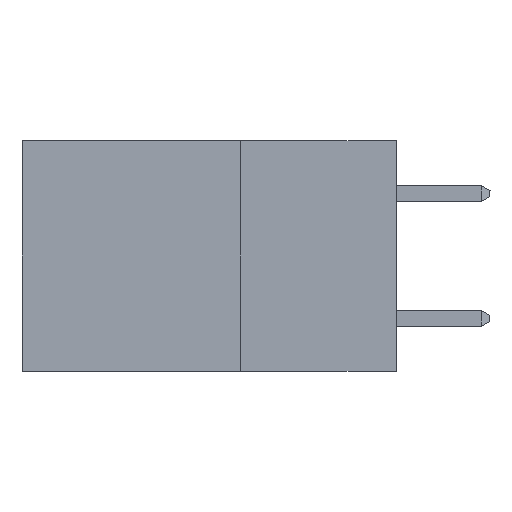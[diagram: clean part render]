
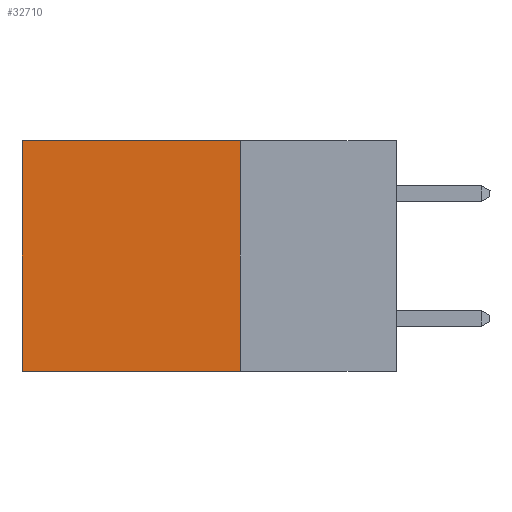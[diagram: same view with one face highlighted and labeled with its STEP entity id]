
A CAD part, left-side view. The second image highlights one B-rep face of the part: STEP entity #32710.
In plain terms, the highlighted planar face has unit normal (-1, 0, 0).
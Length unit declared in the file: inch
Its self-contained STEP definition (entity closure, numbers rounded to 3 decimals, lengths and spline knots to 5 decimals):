
#361 = ORIENTED_EDGE ( 'NONE', *, *, #11600, .F. ) ;
#897 = DIRECTION ( 'NONE',  ( 0., 1., 0. ) ) ;
#1646 = FACE_OUTER_BOUND ( 'NONE', #10453, .T. ) ;
#2412 = DIRECTION ( 'NONE',  ( 0., 0., -1. ) ) ;
#5030 = CARTESIAN_POINT ( 'NONE',  ( 0.298, 0.6, -0.37 ) ) ;
#5209 = ORIENTED_EDGE ( 'NONE', *, *, #14964, .F. ) ;
#7066 = CARTESIAN_POINT ( 'NONE',  ( 0.298, 0.25, 0. ) ) ;
#10221 = EDGE_CURVE ( 'NONE', #26898, #17289, #26639, .T. ) ;
#10453 = EDGE_LOOP ( 'NONE', ( #22426, #5209, #361, #12857 ) ) ;
#11549 = VECTOR ( 'NONE', #32268, 39.37008 ) ;
#11600 = EDGE_CURVE ( 'NONE', #26073, #21107, #24588, .T. ) ;
#12857 = ORIENTED_EDGE ( 'NONE', *, *, #18866, .T. ) ;
#13722 = VECTOR ( 'NONE', #15074, 39.37008 ) ;
#14108 = CARTESIAN_POINT ( 'NONE',  ( 0.298, 0.25, 0. ) ) ;
#14375 = AXIS2_PLACEMENT_3D ( 'NONE', #7066, #33128, #17621 ) ;
#14964 = EDGE_CURVE ( 'NONE', #21107, #17289, #20654, .T. ) ;
#15074 = DIRECTION ( 'NONE',  ( 0., 1., 0. ) ) ;
#15522 = CARTESIAN_POINT ( 'NONE',  ( 0.298, 0.6, 0. ) ) ;
#15783 = LINE ( 'NONE', #32077, #28793 ) ;
#16357 = CARTESIAN_POINT ( 'NONE',  ( 0.298, 0.25, 0. ) ) ;
#17289 = VERTEX_POINT ( 'NONE', #5030 ) ;
#17621 = DIRECTION ( 'NONE',  ( 0., 0., -1. ) ) ;
#18866 = EDGE_CURVE ( 'NONE', #26073, #26898, #15783, .T. ) ;
#20654 = LINE ( 'NONE', #31284, #13722 ) ;
#21107 = VERTEX_POINT ( 'NONE', #27840 ) ;
#21988 = CARTESIAN_POINT ( 'NONE',  ( 0.298, 0.6, 0. ) ) ;
#22426 = ORIENTED_EDGE ( 'NONE', *, *, #10221, .T. ) ;
#24588 = LINE ( 'NONE', #14108, #11549 ) ;
#26073 = VERTEX_POINT ( 'NONE', #16357 ) ;
#26639 = LINE ( 'NONE', #15522, #32711 ) ;
#26898 = VERTEX_POINT ( 'NONE', #21988 ) ;
#27840 = CARTESIAN_POINT ( 'NONE',  ( 0.298, 0.25, -0.37 ) ) ;
#28793 = VECTOR ( 'NONE', #897, 39.37008 ) ;
#30540 = PLANE ( 'NONE',  #14375 ) ;
#31284 = CARTESIAN_POINT ( 'NONE',  ( 0.298, 0.25, -0.37 ) ) ;
#32077 = CARTESIAN_POINT ( 'NONE',  ( 0.298, 0.25, 0. ) ) ;
#32268 = DIRECTION ( 'NONE',  ( 0., 0., -1. ) ) ;
#32710 = ADVANCED_FACE ( 'NONE', ( #1646 ), #30540, .F. ) ;
#32711 = VECTOR ( 'NONE', #2412, 39.37008 ) ;
#33128 = DIRECTION ( 'NONE',  ( 1., 0., 0. ) ) ;
